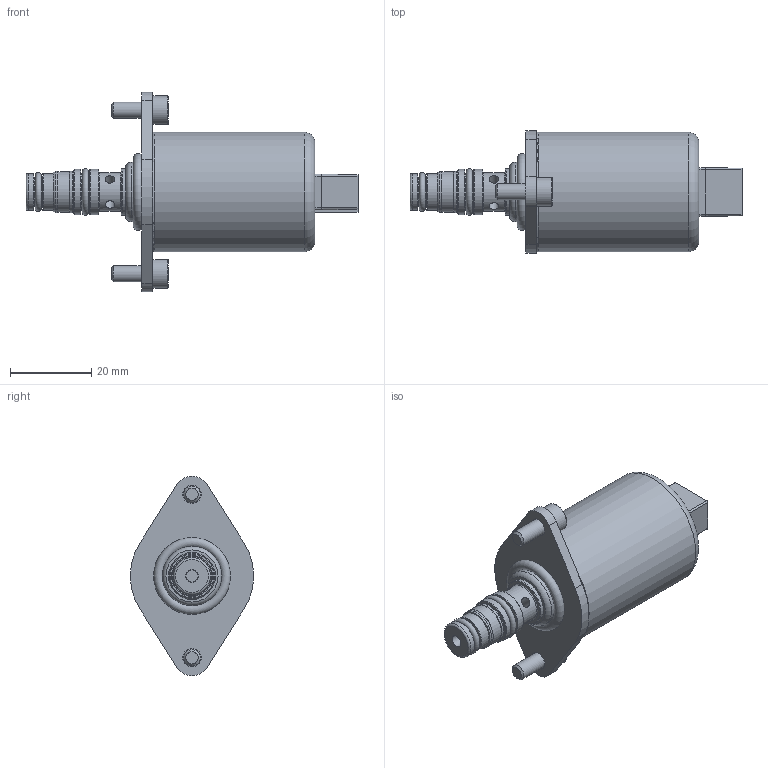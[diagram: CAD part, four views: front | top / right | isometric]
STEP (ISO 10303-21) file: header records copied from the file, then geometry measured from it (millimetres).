
FILE_DESCRIPTION(/* description */ ('Unknown'),/* implementation_level */ '2;1');
FILE_NAME(/* name */ 'AP-1020-356A_STEP',/* time_stamp */ '2022-01-05T12:01:16+01:00',/* author */ ('Unknown'),/* organization */ ('Unknown'),/* preprocessor_version */ 'ST-DEVELOPER v16.7',/* originating_system */ 'DEX',/* authorisation */ $);
FILE_SCHEMA (('AUTOMOTIVE_DESIGN { 1 0 10303 214 3 1 1 }','AUTOMOTIVE_DESIGN {1 0 10303 214 3 1 1}'));
Length unit declared in the file: millimetre
Products named in the file (3): AP-1020-356A_0; WX-2171-309_0; WU-1504-010_0
Assembly tree (3 placements, depth 2):
  AP-1020-356A_0
    WX-2171-309_0
    WU-1504-010_0  x2
Bounding box: 81.6 x 30.2 x 49 mm (x, y, z)
Volume: 33300.4 mm3; surface area: 8462.1 mm2
Topology: 3 solids, 4 shells, 127 faces, 287 edges, 179 vertices
Faces by surface type: plane 55, cylinder 34, torus 25, cone 13
Full cylindrical faces by diameter (mm): 2.4 x4, 3 x1, 4 x2, 4.5 x2, 6.9 x2, 7 x2, 8.9 x2, 9.1 x2, 9.5 x1, 9.9 x1, 10.1 x2, 11.1 x2, 11.5 x1, 14.6 x1, 29.3 x1
Entity records: 3582 total; most frequent: CARTESIAN_POINT 536, DIRECTION 504, ORIENTED_EDGE 378, AXIS2_PLACEMENT_3D 210, EDGE_CURVE 189, EDGE_LOOP 189, FACE_BOUND 189, VERTEX_POINT 148
